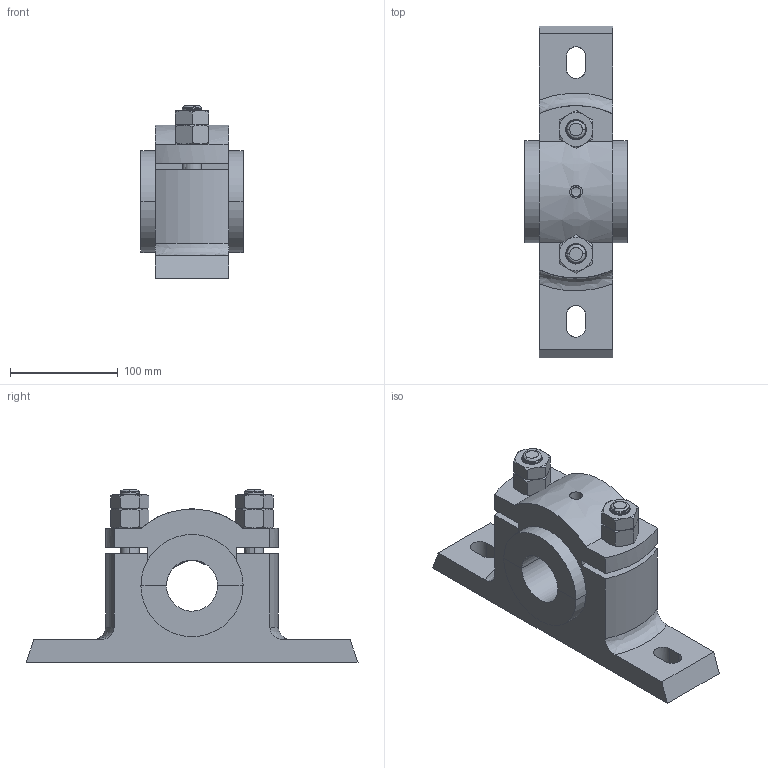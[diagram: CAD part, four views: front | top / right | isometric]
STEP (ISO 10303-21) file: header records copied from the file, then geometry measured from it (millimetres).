
FILE_DESCRIPTION(('FreeCAD Model'),'2;1');
FILE_NAME('Open CASCADE Shape Model','2025-05-04T12:30:45',('FreeCAD'),( 'FreeCAD'),'Open CASCADE STEP processor 7.6','FreeCAD','Unknown');
FILE_SCHEMA(('AUTOMOTIVE_DESIGN { 1 0 10303 214 1 1 1 1 }'));
Products named in the file (1): Open CASCADE STEP translator 7.6 1
Bounding box: 94.79 x 308.07 x 159.96 mm (x, y, z)
Volume: 1562707.3 mm3; surface area: 246334.5 mm2
Topology: 10 solids, 10 shells, 591 faces, 1571 edges, 1002 vertices
Faces by surface type: bspline 591
Entity records: 41060 total; most frequent: CARTESIAN_POINT 32215, ORIENTED_EDGE 3138, EDGE_CURVE 1569, B_SPLINE_CURVE_WITH_KNOTS 1169, VERTEX_POINT 1002, FACE_BOUND 619, EDGE_LOOP 619, ADVANCED_FACE 591
